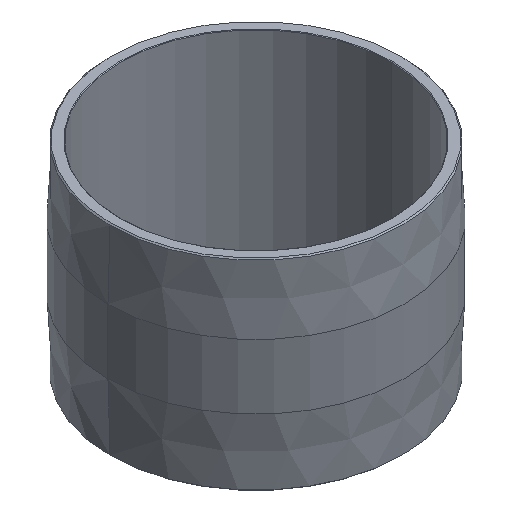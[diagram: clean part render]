
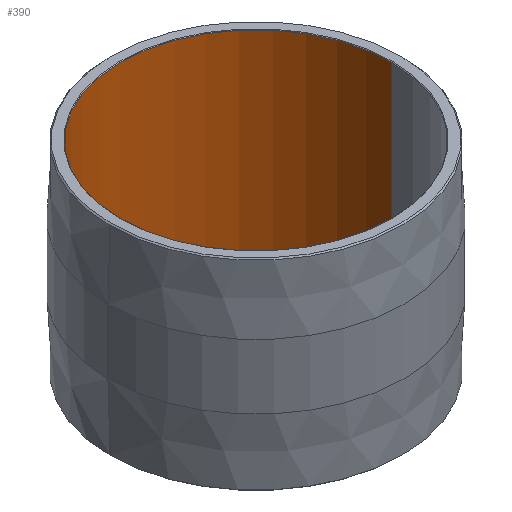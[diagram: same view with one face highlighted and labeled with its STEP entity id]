
A CAD part, isometric view. The second image highlights one B-rep face of the part: STEP entity #390.
In plain terms, the highlighted cylindrical face has radius 76.962 mm (diameter 153.924 mm), a partial arc.
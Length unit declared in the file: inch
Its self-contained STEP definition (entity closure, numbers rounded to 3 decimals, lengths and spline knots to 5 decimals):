
#31 = EDGE_LOOP ( 'NONE', ( #321, #521, #331, #377 ) ) ;
#51 = AXIS2_PLACEMENT_3D ( 'NONE', #323, #54, #486 ) ;
#54 = DIRECTION ( 'NONE',  ( 0., 0., 1. ) ) ;
#80 = DIRECTION ( 'NONE',  ( 0., 0., -1. ) ) ;
#104 = LINE ( 'NONE', #284, #220 ) ;
#112 = DIRECTION ( 'NONE',  ( 1., 0., 0. ) ) ;
#137 = LINE ( 'NONE', #451, #410 ) ;
#154 = CARTESIAN_POINT ( 'NONE',  ( 0., 0., 4.5 ) ) ;
#161 = CARTESIAN_POINT ( 'NONE',  ( 3.03, 0., 0.0125 ) ) ;
#182 = EDGE_CURVE ( 'NONE', #518, #371, #137, .T. ) ;
#199 = FACE_OUTER_BOUND ( 'NONE', #31, .T. ) ;
#220 = VECTOR ( 'NONE', #80, 39.37008 ) ;
#240 = CARTESIAN_POINT ( 'NONE',  ( 3.03, 0., 4.4875 ) ) ;
#251 = VERTEX_POINT ( 'NONE', #240 ) ;
#260 = AXIS2_PLACEMENT_3D ( 'NONE', #341, #543, #112 ) ;
#283 = DIRECTION ( 'NONE',  ( 0., 0., -1. ) ) ;
#284 = CARTESIAN_POINT ( 'NONE',  ( 3.03, 0., 4.5 ) ) ;
#285 = CIRCLE ( 'NONE', #51, 3.03 ) ;
#311 = VERTEX_POINT ( 'NONE', #161 ) ;
#321 = ORIENTED_EDGE ( 'NONE', *, *, #443, .F. ) ;
#323 = CARTESIAN_POINT ( 'NONE',  ( 0., 0., 4.4875 ) ) ;
#330 = DIRECTION ( 'NONE',  ( 0., 0., -1. ) ) ;
#331 = ORIENTED_EDGE ( 'NONE', *, *, #182, .T. ) ;
#341 = CARTESIAN_POINT ( 'NONE',  ( 0., 0., 0.0125 ) ) ;
#358 = CARTESIAN_POINT ( 'NONE',  ( -3.03, 0., 0.0125 ) ) ;
#371 = VERTEX_POINT ( 'NONE', #358 ) ;
#373 = CYLINDRICAL_SURFACE ( 'NONE', #439, 3.03 ) ;
#377 = ORIENTED_EDGE ( 'NONE', *, *, #478, .T. ) ;
#390 = ADVANCED_FACE ( 'NONE', ( #199 ), #373, .F. ) ;
#399 = DIRECTION ( 'NONE',  ( -1., 0., 0. ) ) ;
#400 = EDGE_CURVE ( 'NONE', #251, #518, #285, .T. ) ;
#410 = VECTOR ( 'NONE', #283, 39.37008 ) ;
#418 = CIRCLE ( 'NONE', #260, 3.03 ) ;
#439 = AXIS2_PLACEMENT_3D ( 'NONE', #154, #330, #399 ) ;
#443 = EDGE_CURVE ( 'NONE', #251, #311, #104, .T. ) ;
#451 = CARTESIAN_POINT ( 'NONE',  ( -3.03, 0., 4.5 ) ) ;
#459 = CARTESIAN_POINT ( 'NONE',  ( -3.03, 0., 4.4875 ) ) ;
#478 = EDGE_CURVE ( 'NONE', #371, #311, #418, .T. ) ;
#486 = DIRECTION ( 'NONE',  ( 1., 0., 0. ) ) ;
#518 = VERTEX_POINT ( 'NONE', #459 ) ;
#521 = ORIENTED_EDGE ( 'NONE', *, *, #400, .T. ) ;
#543 = DIRECTION ( 'NONE',  ( 0., 0., -1. ) ) ;
